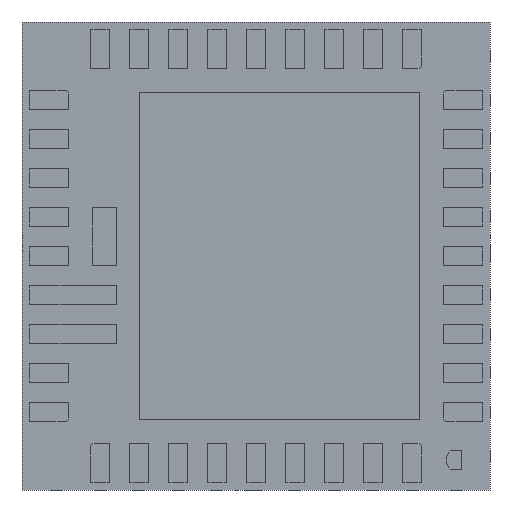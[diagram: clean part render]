
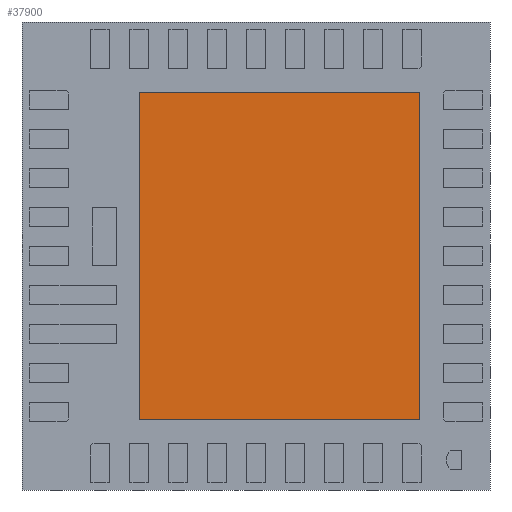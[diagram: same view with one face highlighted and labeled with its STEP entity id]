
A CAD part, front view. The second image highlights one B-rep face of the part: STEP entity #37900.
In plain terms, the highlighted planar face has unit normal (0, -1, 0).
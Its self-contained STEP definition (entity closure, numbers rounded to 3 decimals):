
#37777=DIRECTION('',(0.,0.,1.));
#37778=VECTOR('',#37777,4.2);
#37779=CARTESIAN_POINT('',(2.1,0.,-2.1));
#37780=LINE('',#37779,#37778);
#37784=DIRECTION('',(0.,0.,-1.));
#37785=VECTOR('',#37784,4.2);
#37786=CARTESIAN_POINT('',(-1.49,0.,2.1));
#37787=LINE('',#37786,#37785);
#37807=DIRECTION('',(-1.,0.,0.));
#37808=VECTOR('',#37807,3.59);
#37809=CARTESIAN_POINT('',(2.1,0.,2.1));
#37810=LINE('',#37809,#37808);
#37846=DIRECTION('',(1.,0.,0.));
#37847=VECTOR('',#37846,3.59);
#37848=CARTESIAN_POINT('',(-1.49,0.,-2.1));
#37849=LINE('',#37848,#37847);
#37869=CARTESIAN_POINT('',(-1.49,0.,2.1));
#37870=CARTESIAN_POINT('',(-1.49,0.,-2.1));
#37871=VERTEX_POINT('',#37869);
#37872=VERTEX_POINT('',#37870);
#37873=CARTESIAN_POINT('',(2.1,0.,-2.1));
#37874=CARTESIAN_POINT('',(2.1,0.,2.1));
#37875=VERTEX_POINT('',#37873);
#37876=VERTEX_POINT('',#37874);
#37885=CARTESIAN_POINT('',(0.,0.,0.));
#37886=DIRECTION('',(0.,-1.,0.));
#37887=DIRECTION('',(-1.,0.,0.));
#37888=AXIS2_PLACEMENT_3D('',#37885,#37886,#37887);
#37889=PLANE('',#37888);
#37891=ORIENTED_EDGE('',*,*,#37890,.F.);
#37893=ORIENTED_EDGE('',*,*,#37892,.F.);
#37895=ORIENTED_EDGE('',*,*,#37894,.F.);
#37897=ORIENTED_EDGE('',*,*,#37896,.F.);
#37898=EDGE_LOOP('',(#37891,#37893,#37895,#37897));
#37899=FACE_OUTER_BOUND('',#37898,.F.);
#37900=ADVANCED_FACE('',(#37899),#37889,.T.);
#37890=EDGE_CURVE('',#37876,#37871,#37810,.T.);
#37892=EDGE_CURVE('',#37875,#37876,#37780,.T.);
#37894=EDGE_CURVE('',#37872,#37875,#37849,.T.);
#37896=EDGE_CURVE('',#37871,#37872,#37787,.T.);
